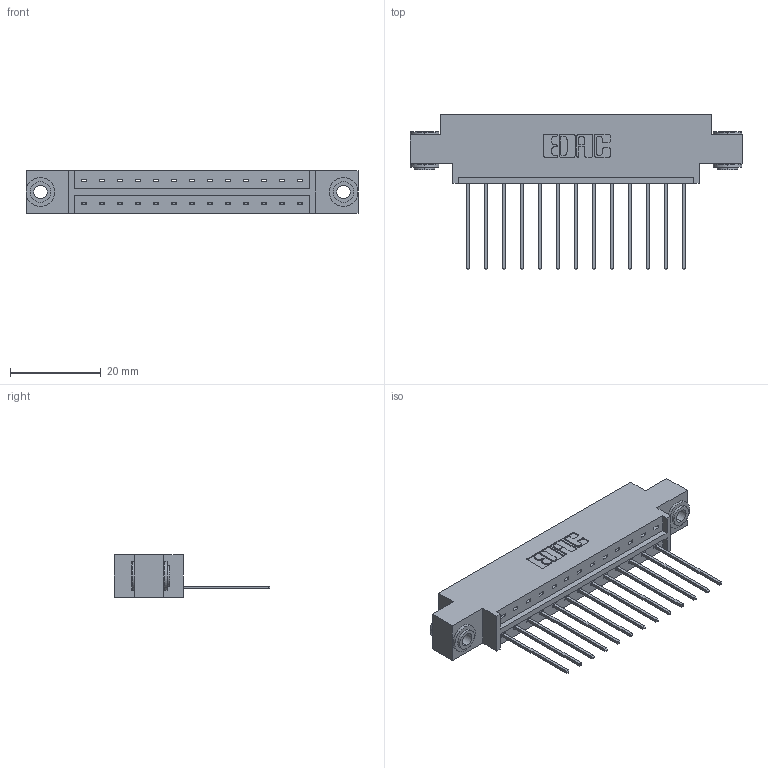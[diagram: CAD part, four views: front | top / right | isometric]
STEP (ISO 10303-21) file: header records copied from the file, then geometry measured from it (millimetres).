
FILE_DESCRIPTION (( 'STEP AP203' ), '1' );
FILE_NAME ('833-013-541-603.STEP', '2020-05-31T00:09:23', ( '' ), ( '' ), 'SwSTEP 2.0', 'SolidWorks 2020', '' );
FILE_SCHEMA (( 'CONFIG_CONTROL_DESIGN' ));
Length unit declared in the file: inch
Products named in the file (4): 833 Part_Offset - .156 Dia - TH; 345-250-002_345-250-002-102; 833-013-541-603; 345-292-001_345-293-141
Assembly tree (16 placements, depth 2):
  833-013-541-603
    833 Part_Offset - .156 Dia - TH
    345-292-001_345-293-141  x13
    345-250-002_345-250-002-102  x2
Bounding box: 73.05 x 34.3 x 9.4 mm (x, y, z)
Volume: 6936 mm3; surface area: 8003.8 mm2
Topology: 16 solids, 16 shells, 910 faces, 2687 edges, 1770 vertices
Faces by surface type: plane 630, cylinder 272, cone 8
Entity records: 12498 total; most frequent: CARTESIAN_POINT 2140, ORIENTED_EDGE 2082, DIRECTION 1897, EDGE_CURVE 1041, LINE 889, VECTOR 889, VERTEX_POINT 690, AXIS2_PLACEMENT_3D 504
